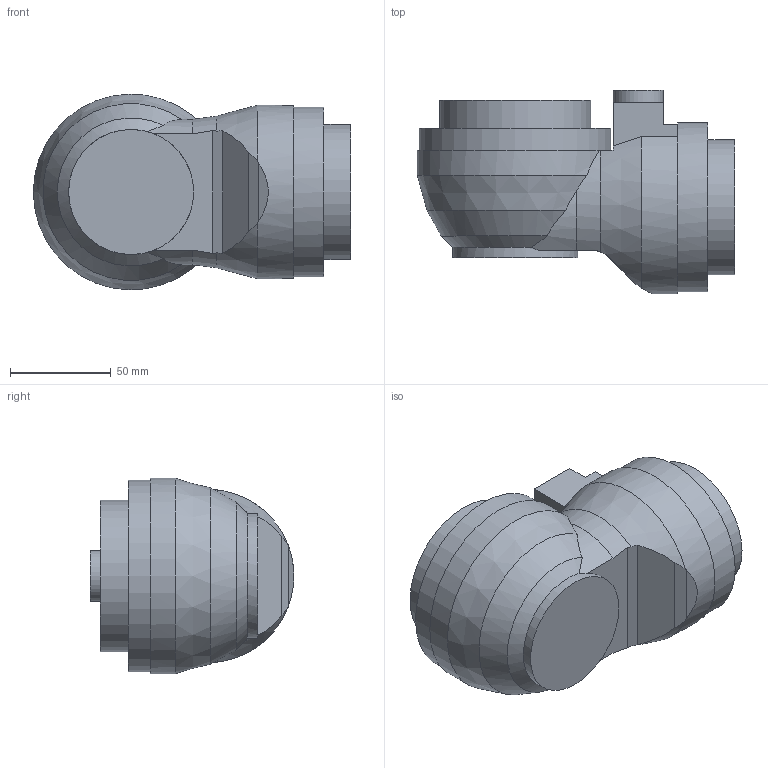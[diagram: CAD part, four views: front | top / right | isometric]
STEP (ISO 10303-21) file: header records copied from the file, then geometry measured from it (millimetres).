
FILE_DESCRIPTION(/* description */ (''),/* implementation_level */ '2;1');
FILE_NAME(/* name */ 'Sólido2_ipt_c6f4a362.STEP',/* time_stamp */ '2019-03-12T18:24:42-05:00',/* author */ ('a4lfr'),/* organization */ (''),/* preprocessor_version */ 'ST-DEVELOPER v17',/* originating_system */ 'Autodesk Inventor 2019',/* authorisation */ '');
FILE_SCHEMA (('AUTOMOTIVE_DESIGN { 1 0 10303 214 3 1 1 }'));
Length unit declared in the file: millimetre
Products named in the file (1): Sólido2
Bounding box: 157.3 x 101 x 97 mm (x, y, z)
Volume: 808099.3 mm3; surface area: 60608.6 mm2
Topology: 1 solids, 3 shells, 46 faces, 117 edges, 80 vertices
Faces by surface type: plane 25, cylinder 14, cone 7
Full cylindrical faces by diameter (mm): 25 x1, 60 x1, 62 x1, 63.9 x1, 67 x2, 75 x2, 84 x1, 95 x1
Entity records: 1557 total; most frequent: CARTESIAN_POINT 322, DIRECTION 251, ORIENTED_EDGE 234, EDGE_CURVE 117, AXIS2_PLACEMENT_3D 107, VERTEX_POINT 80, EDGE_LOOP 53, CIRCLE 49
